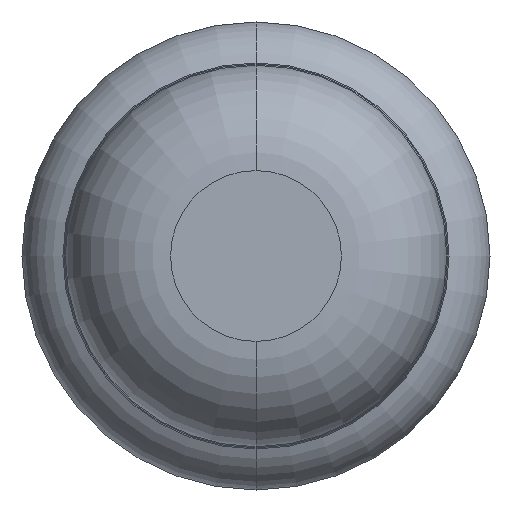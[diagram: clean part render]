
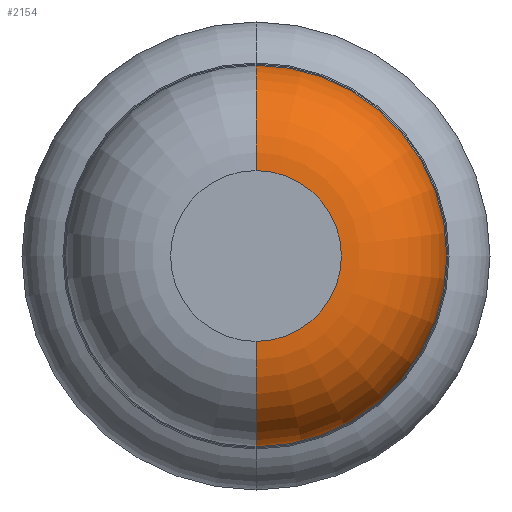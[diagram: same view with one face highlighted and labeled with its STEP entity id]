
A CAD part, front view. The second image highlights one B-rep face of the part: STEP entity #2154.
In plain terms, the highlighted toroidal (fillet/blend) face has major radius 0.365 mm and minor radius 0.45 mm.
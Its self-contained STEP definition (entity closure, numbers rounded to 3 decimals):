
#402 = CARTESIAN_POINT ( 'NONE',  ( 0., -34.9, 0. ) ) ;
#413 = AXIS2_PLACEMENT_3D ( 'NONE', #1712, #3994, #2042 ) ;
#498 = AXIS2_PLACEMENT_3D ( 'NONE', #1514, #1531, #4106 ) ;
#647 = CARTESIAN_POINT ( 'NONE',  ( 0., -34.45, 0.365 ) ) ;
#727 = DIRECTION ( 'NONE',  ( 0., 1., 0. ) ) ;
#765 = AXIS2_PLACEMENT_3D ( 'NONE', #4130, #929, #3179 ) ;
#850 = VERTEX_POINT ( 'NONE', #3243 ) ;
#859 = EDGE_CURVE ( 'NONE', #1605, #4132, #4075, .T. ) ;
#929 = DIRECTION ( 'NONE',  ( 0., 1., 0. ) ) ;
#1229 = FACE_OUTER_BOUND ( 'NONE', #2677, .T. ) ;
#1320 = CIRCLE ( 'NONE', #2009, 0.365 ) ;
#1428 = CIRCLE ( 'NONE', #765, 0.815 ) ;
#1514 = CARTESIAN_POINT ( 'NONE',  ( 0., -34.45, -0.365 ) ) ;
#1531 = DIRECTION ( 'NONE',  ( 1., 0., 0. ) ) ;
#1605 = VERTEX_POINT ( 'NONE', #3607 ) ;
#1633 = ORIENTED_EDGE ( 'NONE', *, *, #3851, .T. ) ;
#1712 = CARTESIAN_POINT ( 'NONE',  ( 0., -34.45, 0. ) ) ;
#1974 = DIRECTION ( 'NONE',  ( 0., 0., 1. ) ) ;
#2009 = AXIS2_PLACEMENT_3D ( 'NONE', #402, #727, #2930 ) ;
#2042 = DIRECTION ( 'NONE',  ( 0., 0., 1. ) ) ;
#2096 = CARTESIAN_POINT ( 'NONE',  ( 0., -34.9, -0.365 ) ) ;
#2154 = ADVANCED_FACE ( 'Defeature ausgef�hrt1_3', ( #1229 ), #3627, .T. ) ;
#2195 = ORIENTED_EDGE ( 'NONE', *, *, #859, .F. ) ;
#2203 = AXIS2_PLACEMENT_3D ( 'NONE', #647, #2636, #1974 ) ;
#2321 = CARTESIAN_POINT ( 'NONE',  ( 0., -34.45, 0.815 ) ) ;
#2636 = DIRECTION ( 'NONE',  ( -1., 0., 0. ) ) ;
#2677 = EDGE_LOOP ( 'NONE', ( #1633, #3154, #3347, #2195 ) ) ;
#2836 = EDGE_CURVE ( 'Defeature ausgef�hrt1_4+Defeature ausgef�hrt1_3+Defeature ausgef�hrt1_3+Defeature ausgef�hrt1_3', #4132, #850, #1428, .T. ) ;
#2930 = DIRECTION ( 'NONE',  ( 0., 0., 1. ) ) ;
#3154 = ORIENTED_EDGE ( 'NONE', *, *, #3709, .T. ) ;
#3179 = DIRECTION ( 'NONE',  ( 0., 0., 1. ) ) ;
#3243 = CARTESIAN_POINT ( 'NONE',  ( 0., -34.45, -0.815 ) ) ;
#3347 = ORIENTED_EDGE ( 'NONE', *, *, #2836, .F. ) ;
#3359 = VERTEX_POINT ( 'NONE', #2096 ) ;
#3607 = CARTESIAN_POINT ( 'NONE',  ( 0., -34.9, 0.365 ) ) ;
#3627 = TOROIDAL_SURFACE ( 'NONE', #413, 0.365, 0.45 ) ;
#3709 = EDGE_CURVE ( 'NONE', #3359, #850, #4021, .T. ) ;
#3851 = EDGE_CURVE ( 'Defeature ausgef�hrt1_3+Defeature ausgef�hrt1_2+Defeature ausgef�hrt1_2+Defeature ausgef�hrt1_2', #1605, #3359, #1320, .T. ) ;
#3994 = DIRECTION ( 'NONE',  ( 0., 1., 0. ) ) ;
#4021 = CIRCLE ( 'NONE', #498, 0.45 ) ;
#4075 = CIRCLE ( 'NONE', #2203, 0.45 ) ;
#4106 = DIRECTION ( 'NONE',  ( 0., 0., -1. ) ) ;
#4130 = CARTESIAN_POINT ( 'NONE',  ( 0., -34.45, 0. ) ) ;
#4132 = VERTEX_POINT ( 'NONE', #2321 ) ;
